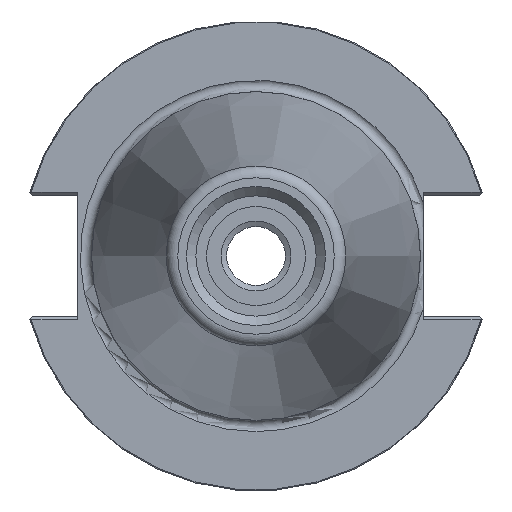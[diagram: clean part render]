
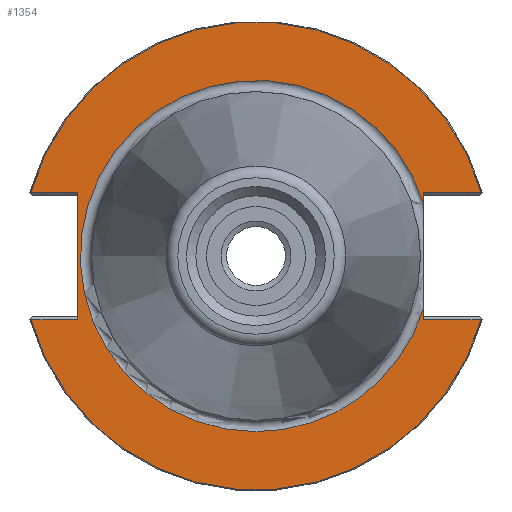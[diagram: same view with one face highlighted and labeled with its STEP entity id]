
A CAD part, left-side view. The second image highlights one B-rep face of the part: STEP entity #1354.
In plain terms, the highlighted planar face has unit normal (-1, 0, 0).
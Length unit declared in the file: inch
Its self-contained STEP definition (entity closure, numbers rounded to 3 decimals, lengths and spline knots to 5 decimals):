
#135=FACE_OUTER_BOUND('',#216,.T.);
#216=EDGE_LOOP('',(#936,#937,#938,#939,#940,#941,#942,#943,#944,#945,#946));
#299=CIRCLE('',#1462,1.245);
#301=CIRCLE('',#1468,1.245);
#302=CIRCLE('',#1469,0.93468);
#303=CIRCLE('',#1470,0.93468);
#352=LINE('',#1963,#460);
#353=LINE('',#1985,#461);
#360=LINE('',#2037,#468);
#362=LINE('',#2041,#470);
#363=LINE('',#2043,#471);
#364=LINE('',#2045,#472);
#365=LINE('',#2048,#473);
#460=VECTOR('',#1602,0.0526);
#461=VECTOR('',#1603,0.0526);
#468=VECTOR('',#1622,0.30821);
#470=VECTOR('',#1626,0.24821);
#471=VECTOR('',#1627,0.67625);
#472=VECTOR('',#1628,0.24821);
#473=VECTOR('',#1631,0.30821);
#570=VERTEX_POINT('',#1960);
#571=VERTEX_POINT('',#1962);
#572=VERTEX_POINT('',#1964);
#573=VERTEX_POINT('',#1984);
#577=VERTEX_POINT('',#1993);
#578=VERTEX_POINT('',#2002);
#585=VERTEX_POINT('',#2040);
#586=VERTEX_POINT('',#2042);
#587=VERTEX_POINT('',#2044);
#588=VERTEX_POINT('',#2046);
#589=VERTEX_POINT('',#2049);
#705=EDGE_CURVE('',#571,#570,#352,.T.);
#707=EDGE_CURVE('',#573,#572,#353,.T.);
#712=EDGE_CURVE('',#577,#578,#299,.T.);
#721=EDGE_CURVE('',#570,#578,#360,.T.);
#723=EDGE_CURVE('',#585,#577,#362,.T.);
#724=EDGE_CURVE('',#586,#585,#363,.T.);
#725=EDGE_CURVE('',#587,#586,#364,.T.);
#726=EDGE_CURVE('',#588,#587,#301,.T.);
#727=EDGE_CURVE('',#588,#573,#365,.T.);
#728=EDGE_CURVE('',#572,#589,#302,.T.);
#729=EDGE_CURVE('',#589,#571,#303,.T.);
#936=ORIENTED_EDGE('',*,*,#712,.F.);
#937=ORIENTED_EDGE('',*,*,#723,.F.);
#938=ORIENTED_EDGE('',*,*,#724,.F.);
#939=ORIENTED_EDGE('',*,*,#725,.F.);
#940=ORIENTED_EDGE('',*,*,#726,.F.);
#941=ORIENTED_EDGE('',*,*,#727,.T.);
#942=ORIENTED_EDGE('',*,*,#707,.T.);
#943=ORIENTED_EDGE('',*,*,#728,.T.);
#944=ORIENTED_EDGE('',*,*,#729,.T.);
#945=ORIENTED_EDGE('',*,*,#705,.T.);
#946=ORIENTED_EDGE('',*,*,#721,.T.);
#1321=PLANE('',#1467);
#1354=ADVANCED_FACE('',(#135),#1321,.T.);
#1462=AXIS2_PLACEMENT_3D('',#2003,#1609,#1610);
#1467=AXIS2_PLACEMENT_3D('',#2039,#1624,#1625);
#1468=AXIS2_PLACEMENT_3D('',#2047,#1629,#1630);
#1469=AXIS2_PLACEMENT_3D('',#2050,#1632,#1633);
#1470=AXIS2_PLACEMENT_3D('',#2051,#1634,#1635);
#1602=DIRECTION('',(0.,0.,1.));
#1603=DIRECTION('',(0.,0.,1.));
#1609=DIRECTION('center_axis',(1.,0.,0.));
#1610=DIRECTION('ref_axis',(0.,0.,
1.));
#1622=DIRECTION('',(0.,-1.,0.));
#1624=DIRECTION('center_axis',(-1.,0.,0.));
#1625=DIRECTION('ref_axis',(0.,0.,1.));
#1626=DIRECTION('',(0.,1.,0.));
#1627=DIRECTION('',(0.,0.,1.));
#1628=DIRECTION('',(0.,-1.,0.));
#1629=DIRECTION('center_axis',(1.,0.,0.));
#1630=DIRECTION('ref_axis',(0.,0.,
-1.));
#1631=DIRECTION('',(0.,1.,0.));
#1632=DIRECTION('center_axis',(1.,0.,0.));
#1633=DIRECTION('ref_axis',(0.,0.,1.));
#1634=DIRECTION('center_axis',(1.,0.,0.));
#1635=DIRECTION('ref_axis',(0.,0.,1.));
#1960=CARTESIAN_POINT('',(0.03937,-0.89,0.33813));
#1962=CARTESIAN_POINT('',(0.03937,-0.89,0.28553));
#1963=CARTESIAN_POINT('',(0.03937,-0.89,0.));
#1964=CARTESIAN_POINT('',(0.03937,-0.89,-0.28553));
#1984=CARTESIAN_POINT('',(0.03937,-0.89,-0.33813));
#1985=CARTESIAN_POINT('',(0.03937,-0.89,0.));
#1993=CARTESIAN_POINT('',(0.03937,1.19821,0.33813));
#2002=CARTESIAN_POINT('',(0.03937,-1.19821,0.33813));
#2003=CARTESIAN_POINT('Origin',(0.03937,0.,
0.));
#2037=CARTESIAN_POINT('',(0.03937,-0.9025,0.33813));
#2039=CARTESIAN_POINT('Origin',(0.03937,-0.875,0.));
#2040=CARTESIAN_POINT('',(0.03937,0.95,0.33813));
#2041=CARTESIAN_POINT('',(0.03937,0.0275,0.33813));
#2042=CARTESIAN_POINT('',(0.03937,0.95,-0.33812));
#2043=CARTESIAN_POINT('',(0.03937,0.95,-0.33812));
#2044=CARTESIAN_POINT('',(0.03937,1.19821,-0.33813));
#2045=CARTESIAN_POINT('',(0.03937,0.2775,-0.33813));
#2046=CARTESIAN_POINT('',(0.03937,-1.19821,-0.33813));
#2047=CARTESIAN_POINT('Origin',(0.03937,0.,
0.));
#2048=CARTESIAN_POINT('',(0.03937,-0.9025,-0.33813));
#2049=CARTESIAN_POINT('',(0.03937,0.,-0.93468));
#2050=CARTESIAN_POINT('Origin',(0.03937,0.,
0.));
#2051=CARTESIAN_POINT('Origin',(0.03937,0.,
0.));
